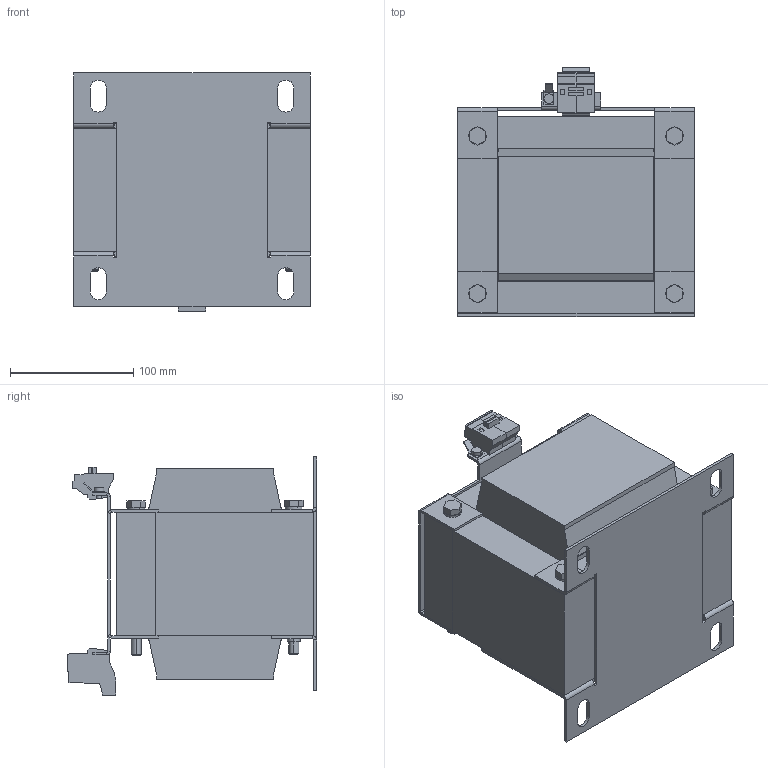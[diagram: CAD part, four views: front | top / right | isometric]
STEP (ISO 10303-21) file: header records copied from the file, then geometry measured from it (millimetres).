
FILE_DESCRIPTION (( 'STEP AP214' ), '1' );
FILE_NAME ('211775.STEP', '2020-07-07T07:51:35', ( '' ), ( '' ), 'SwSTEP 2.0', 'SolidWorks 2018', '' );
FILE_SCHEMA (( 'AUTOMOTIVE_DESIGN' ));
Length unit declared in the file: millimetre
Products named in the file (1): 211775
Bounding box: 192 x 202.4 x 193.3 mm (x, y, z)
Volume: 4143228.2 mm3; surface area: 332120.6 mm2
Topology: 1 solids, 1 shells, 467 faces, 1158 edges, 707 vertices
Faces by surface type: plane 378, cylinder 81, cone 8
Entity records: 13602 total; most frequent: CARTESIAN_POINT 2333, DIRECTION 2318, ORIENTED_EDGE 2316, EDGE_CURVE 1158, VECTOR 934, LINE 934, VERTEX_POINT 707, AXIS2_PLACEMENT_3D 692
